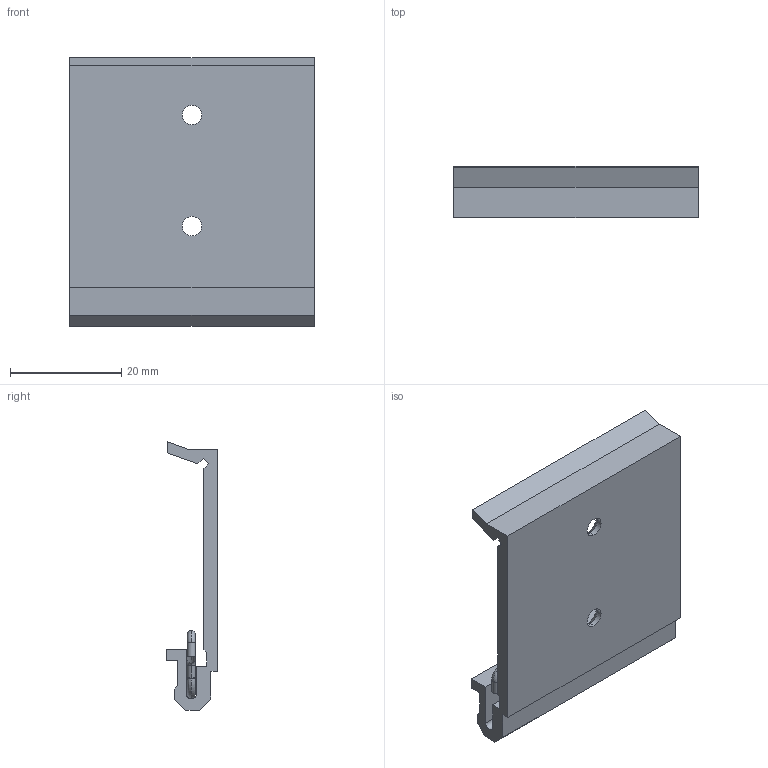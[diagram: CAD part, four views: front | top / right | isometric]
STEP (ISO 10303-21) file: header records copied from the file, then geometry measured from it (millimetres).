
FILE_DESCRIPTION (( 'STEP AP214' ), '1' );
FILE_NAME ('DIN-MNT44.STEP', '2019-01-28T20:10:35', ( '' ), ( '' ), 'SwSTEP 2.0', 'SolidWorks 2017', '' );
FILE_SCHEMA (( 'AUTOMOTIVE_DESIGN' ));
Length unit declared in the file: inch
Products named in the file (3): DIN-MNT44; DIN-MNT44-MA1; 1AJ09-119
Assembly tree (2 placements, depth 2):
  DIN-MNT44
    DIN-MNT44-MA1
    1AJ09-119
Bounding box: 44 x 9.25 x 48.3 mm (x, y, z)
Volume: 6799 mm3; surface area: 6911.2 mm2
Topology: 2 solids, 2 shells, 69 faces, 166 edges, 101 vertices
Faces by surface type: plane 30, cylinder 21, torus 10, cone 6, bspline 2
Entity records: 2428 total; most frequent: CARTESIAN_POINT 677, DIRECTION 362, ORIENTED_EDGE 328, EDGE_CURVE 164, AXIS2_PLACEMENT_3D 130, LINE 102, VECTOR 102, VERTEX_POINT 101
